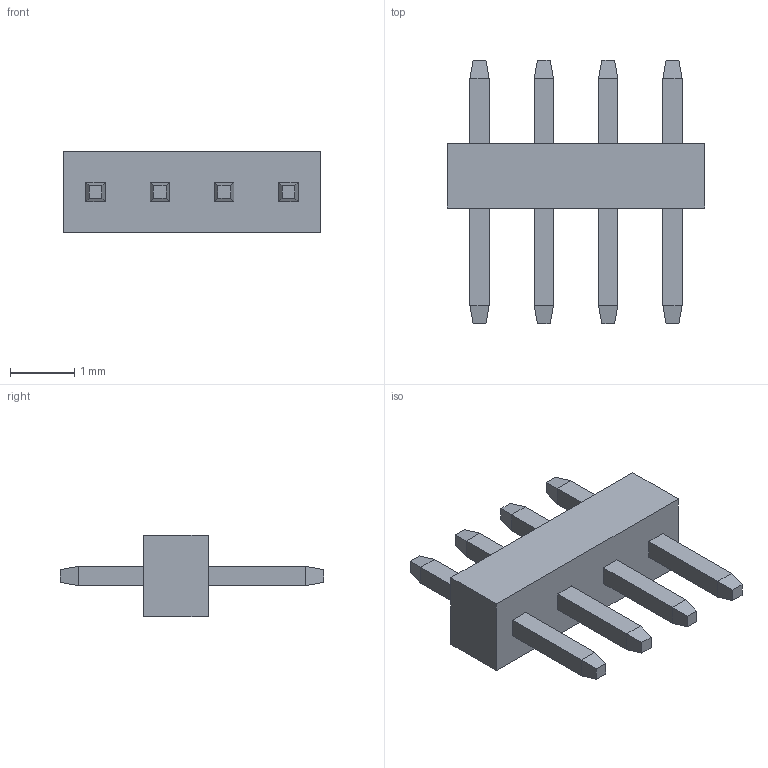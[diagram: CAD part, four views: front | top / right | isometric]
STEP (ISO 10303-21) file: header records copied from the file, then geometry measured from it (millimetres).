
FILE_DESCRIPTION (( 'STEP AP214' ), '1' );
FILE_NAME ('BC020-04-A-0110-0160-L-G.STEP', '2024-02-04T17:58:03', ( '' ), ( '' ), 'SwSTEP 2.0', 'SolidWorks 2021', '' );
FILE_SCHEMA (( 'AUTOMOTIVE_DESIGN' ));
Length unit declared in the file: millimetre
Products named in the file (3): BC020-04-A-0110-0160-L-G; Body^BC020-xxxx; pin^BC020-xxxx
Assembly tree (5 placements, depth 2):
  BC020-04-A-0110-0160-L-G
    Body^BC020-xxxx
    pin^BC020-xxxx  x4
Bounding box: 4 x 4.1 x 1.27 mm (x, y, z)
Volume: 6.1 mm3; surface area: 44.4 mm2
Topology: 5 solids, 5 shells, 78 faces, 172 edges, 104 vertices
Faces by surface type: plane 78
Entity records: 1178 total; most frequent: CARTESIAN_POINT 188, ORIENTED_EDGE 176, DIRECTION 176, LINE 88, EDGE_CURVE 88, VECTOR 88, VERTEX_POINT 56, EDGE_LOOP 44
